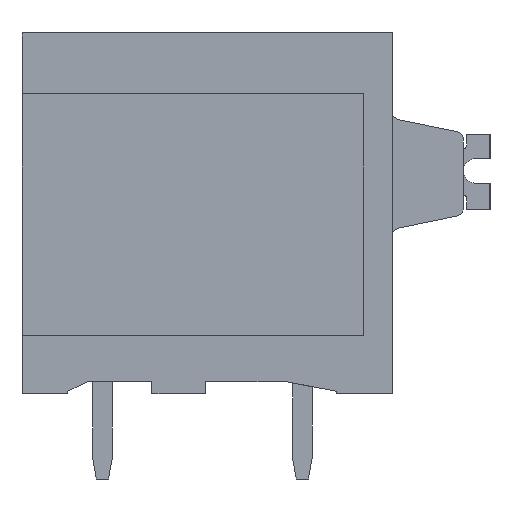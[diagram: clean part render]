
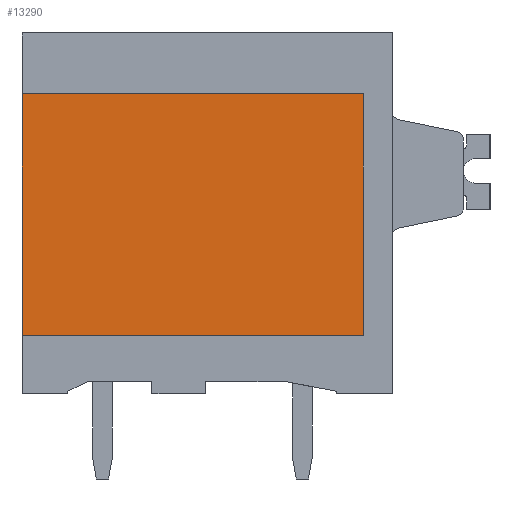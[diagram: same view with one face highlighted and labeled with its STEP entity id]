
A CAD part, left-side view. The second image highlights one B-rep face of the part: STEP entity #13290.
In plain terms, the highlighted planar face has unit normal (-1, 0, 0).
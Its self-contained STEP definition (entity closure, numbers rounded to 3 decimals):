
#5449=AXIS2_PLACEMENT_3D('Plane Axis2P3D',#5446,#5447,#5448) ;
#5446=CARTESIAN_POINT('Axis2P3D Location',(1.1,0.,0.)) ;
#13160=CARTESIAN_POINT('Vertex',(1.1,19.2,5.9)) ;
#13163=CARTESIAN_POINT('Line Origine',(1.1,19.2,10.85)) ;
#13167=CARTESIAN_POINT('Vertex',(1.1,19.2,15.8)) ;
#13240=CARTESIAN_POINT('Vertex',(1.1,5.2,5.9)) ;
#13243=CARTESIAN_POINT('Line Origine',(1.1,12.2,5.9)) ;
#13264=CARTESIAN_POINT('Vertex',(1.1,5.2,15.8)) ;
#13267=CARTESIAN_POINT('Line Origine',(1.1,5.2,10.85)) ;
#13279=CARTESIAN_POINT('Line Origine',(1.1,12.2,15.8)) ;
#5447=DIRECTION('Axis2P3D Direction',(-1.,0.,0.)) ;
#5448=DIRECTION('Axis2P3D XDirection',(0.,-1.,0.)) ;
#13164=DIRECTION('Vector Direction',(0.,0.,1.)) ;
#13244=DIRECTION('Vector Direction',(0.,1.,0.)) ;
#13268=DIRECTION('Vector Direction',(0.,0.,1.)) ;
#13280=DIRECTION('Vector Direction',(0.,1.,0.)) ;
#13165=VECTOR('Line Direction',#13164,1.) ;
#13245=VECTOR('Line Direction',#13244,1.) ;
#13269=VECTOR('Line Direction',#13268,1.) ;
#13281=VECTOR('Line Direction',#13280,1.) ;
#13285=ORIENTED_EDGE('',*,*,#13247,.F.) ;
#13286=ORIENTED_EDGE('',*,*,#13271,.T.) ;
#13287=ORIENTED_EDGE('',*,*,#13283,.T.) ;
#13288=ORIENTED_EDGE('',*,*,#13169,.F.) ;
#13290=ADVANCED_FACE('_LMF 5.00/13/90 3.5SN OR BX 1331820000',(#13289),#5450,.T.) ;
#13169=EDGE_CURVE('',#13161,#13168,#13166,.T.) ;
#13247=EDGE_CURVE('',#13241,#13161,#13246,.T.) ;
#13271=EDGE_CURVE('',#13241,#13265,#13270,.T.) ;
#13283=EDGE_CURVE('',#13265,#13168,#13282,.T.) ;
#13284=EDGE_LOOP('',(#13285,#13286,#13287,#13288)) ;
#13289=FACE_OUTER_BOUND('',#13284,.T.) ;
#13166=LINE('Line',#13163,#13165) ;
#13246=LINE('Line',#13243,#13245) ;
#13270=LINE('Line',#13267,#13269) ;
#13282=LINE('Line',#13279,#13281) ;
#5450=PLANE('',#5449) ;
#13161=VERTEX_POINT('',#13160) ;
#13168=VERTEX_POINT('',#13167) ;
#13241=VERTEX_POINT('',#13240) ;
#13265=VERTEX_POINT('',#13264) ;
